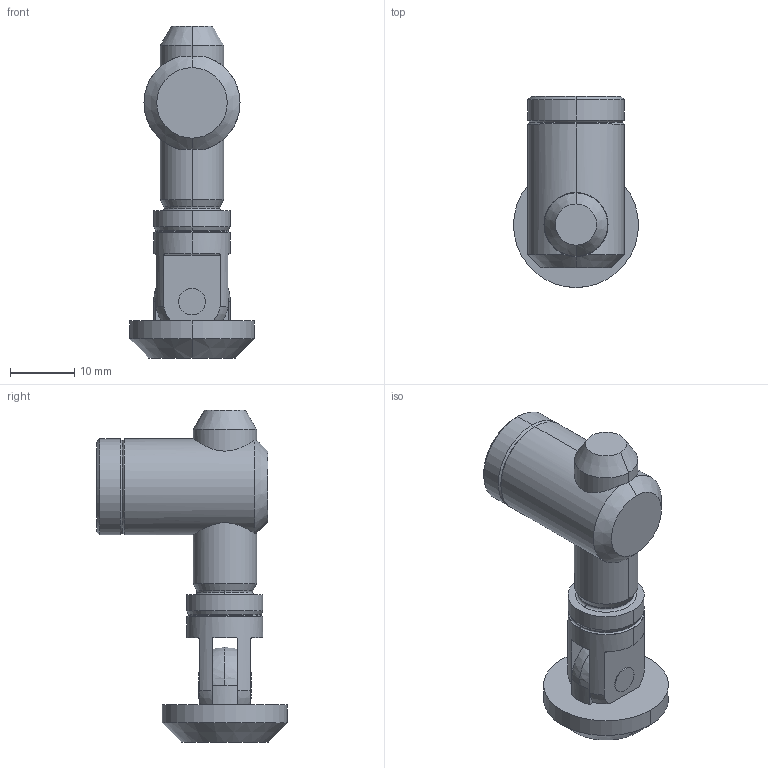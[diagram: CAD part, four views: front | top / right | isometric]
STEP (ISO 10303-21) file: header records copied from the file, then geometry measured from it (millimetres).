
FILE_DESCRIPTION(('HOOPS Exchange Step'),'2;1');
FILE_NAME('export-EBF5BAF9-D4F2-458C-9872-6528541A2F40.stp','2022-03-04T09:41:43+01:00',('Engineering'),('Alibre'),'HOOPS Exchange 2021.0','Alibre','Unknown authorisation');
FILE_SCHEMA( ('AP242_MANAGED_MODEL_BASED_3D_ENGINEERING_MIM_LF {1 0 10303 442 1 1 4 }') );
Length unit declared in the file: millimetre
Products named in the file (3): 5869-1 MayTec Hinged Universal Connector for E-slot  (profile group 40) HINGE; 5869-2 MayTec Hinged Universal Connector for E-slot  (profile group 40) UNIVERSAL verbinder; 5869 MayTec Hinged Universal Connector for E-slot  (profile group 40)
Assembly tree (2 placements, depth 2):
  5869 MayTec Hinged Universal Connector for E-slot  (profile group 40)
    5869-1 MayTec Hinged Universal Connector for E-slot  (profile group 40) HINGE
    5869-2 MayTec Hinged Universal Connector for E-slot  (profile group 40) UNIVERSAL verbinder
Bounding box: 19.5 x 29.75 x 51.8 mm (x, y, z)
Volume: 8051.1 mm3; surface area: 4908.1 mm2
Topology: 2 solids, 2 shells, 96 faces, 244 edges, 152 vertices
Faces by surface type: cylinder 30, plane 26, cone 24, torus 10, sphere 6
Entity records: 3393 total; most frequent: CARTESIAN_POINT 932, DIRECTION 541, ORIENTED_EDGE 476, EDGE_CURVE 238, AXIS2_PLACEMENT_3D 224, VERTEX_POINT 152, CIRCLE 120, EDGE_LOOP 110
